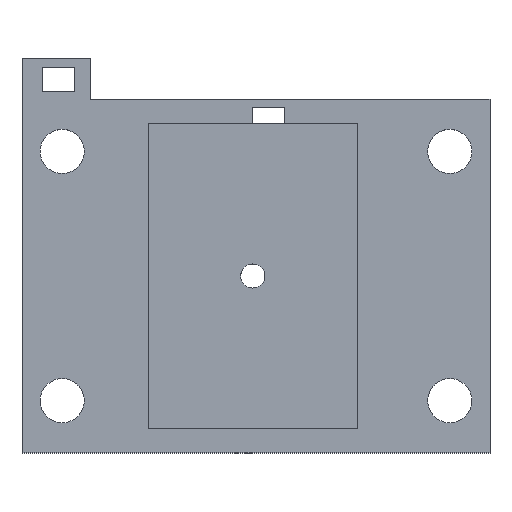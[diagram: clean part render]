
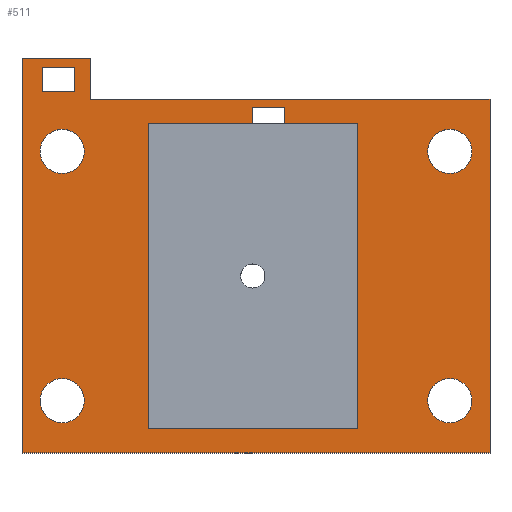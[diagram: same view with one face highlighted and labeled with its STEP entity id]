
A CAD part, top view. The second image highlights one B-rep face of the part: STEP entity #511.
In plain terms, the highlighted planar face has unit normal (0, 0, 1).
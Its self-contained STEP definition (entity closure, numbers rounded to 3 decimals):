
#21=FACE_BOUND('',#83,.T.);
#22=FACE_BOUND('',#84,.T.);
#23=FACE_BOUND('',#85,.T.);
#24=FACE_BOUND('',#86,.T.);
#25=FACE_BOUND('',#87,.T.);
#26=FACE_BOUND('',#88,.T.);
#35=CIRCLE('',#540,2.75);
#36=CIRCLE('',#541,2.75);
#37=CIRCLE('',#542,2.75);
#38=CIRCLE('',#543,2.75);
#56=FACE_OUTER_BOUND('',#82,.T.);
#82=EDGE_LOOP('',(#394,#395,#396,#397,#398,#399));
#83=EDGE_LOOP('',(#400));
#84=EDGE_LOOP('',(#401));
#85=EDGE_LOOP('',(#402,#403,#404,#405));
#86=EDGE_LOOP('',(#406,#407,#408,#409,#410,#411,#412,#413));
#87=EDGE_LOOP('',(#414));
#88=EDGE_LOOP('',(#415));
#110=LINE('',#700,#169);
#114=LINE('',#709,#173);
#118=LINE('',#716,#177);
#121=LINE('',#724,#180);
#124=LINE('',#730,#183);
#128=LINE('',#737,#187);
#131=LINE('',#745,#190);
#133=LINE('',#750,#192);
#137=LINE('',#758,#196);
#142=LINE('',#767,#201);
#145=LINE('',#772,#204);
#146=LINE('',#774,#205);
#148=LINE('',#780,#207);
#149=LINE('',#781,#208);
#150=LINE('',#787,#209);
#151=LINE('',#788,#210);
#152=LINE('',#790,#211);
#153=LINE('',#791,#212);
#169=VECTOR('',#567,10.);
#173=VECTOR('',#573,10.);
#177=VECTOR('',#579,10.);
#180=VECTOR('',#584,10.);
#183=VECTOR('',#589,10.);
#187=VECTOR('',#595,10.);
#190=VECTOR('',#600,10.);
#192=VECTOR('',#604,10.);
#196=VECTOR('',#610,10.);
#201=VECTOR('',#617,10.);
#204=VECTOR('',#620,10.);
#205=VECTOR('',#623,10.);
#207=VECTOR('',#631,10.);
#208=VECTOR('',#632,10.);
#209=VECTOR('',#637,10.);
#210=VECTOR('',#638,10.);
#211=VECTOR('',#639,10.);
#212=VECTOR('',#640,10.);
#228=VERTEX_POINT('',#697);
#229=VERTEX_POINT('',#699);
#232=VERTEX_POINT('',#706);
#233=VERTEX_POINT('',#708);
#235=VERTEX_POINT('',#714);
#238=VERTEX_POINT('',#721);
#239=VERTEX_POINT('',#723);
#241=VERTEX_POINT('',#729);
#243=VERTEX_POINT('',#735);
#246=VERTEX_POINT('',#742);
#247=VERTEX_POINT('',#744);
#248=VERTEX_POINT('',#748);
#249=VERTEX_POINT('',#749);
#252=VERTEX_POINT('',#757);
#255=VERTEX_POINT('',#765);
#257=VERTEX_POINT('',#770);
#259=VERTEX_POINT('',#782);
#260=VERTEX_POINT('',#784);
#261=VERTEX_POINT('',#786);
#262=VERTEX_POINT('',#789);
#263=VERTEX_POINT('',#792);
#264=VERTEX_POINT('',#794);
#274=EDGE_CURVE('',#228,#229,#110,.T.);
#278=EDGE_CURVE('',#232,#233,#114,.T.);
#282=EDGE_CURVE('',#228,#235,#118,.T.);
#285=EDGE_CURVE('',#239,#238,#121,.T.);
#288=EDGE_CURVE('',#241,#239,#124,.T.);
#292=EDGE_CURVE('',#235,#243,#128,.T.);
#295=EDGE_CURVE('',#247,#246,#131,.T.);
#297=EDGE_CURVE('',#248,#249,#133,.T.);
#301=EDGE_CURVE('',#252,#249,#137,.T.);
#306=EDGE_CURVE('',#252,#255,#142,.T.);
#309=EDGE_CURVE('',#246,#257,#145,.T.);
#310=EDGE_CURVE('',#248,#257,#146,.T.);
#313=EDGE_CURVE('',#243,#233,#148,.T.);
#314=EDGE_CURVE('',#232,#229,#149,.T.);
#315=EDGE_CURVE('',#259,#259,#35,.T.);
#316=EDGE_CURVE('',#260,#260,#36,.T.);
#317=EDGE_CURVE('',#261,#241,#150,.T.);
#318=EDGE_CURVE('',#238,#261,#151,.T.);
#319=EDGE_CURVE('',#255,#262,#152,.T.);
#320=EDGE_CURVE('',#262,#247,#153,.T.);
#321=EDGE_CURVE('',#263,#263,#37,.T.);
#322=EDGE_CURVE('',#264,#264,#38,.T.);
#394=ORIENTED_EDGE('',*,*,#282,.T.);
#395=ORIENTED_EDGE('',*,*,#292,.T.);
#396=ORIENTED_EDGE('',*,*,#313,.T.);
#397=ORIENTED_EDGE('',*,*,#278,.F.);
#398=ORIENTED_EDGE('',*,*,#314,.T.);
#399=ORIENTED_EDGE('',*,*,#274,.F.);
#400=ORIENTED_EDGE('',*,*,#315,.T.);
#401=ORIENTED_EDGE('',*,*,#316,.T.);
#402=ORIENTED_EDGE('',*,*,#317,.T.);
#403=ORIENTED_EDGE('',*,*,#288,.T.);
#404=ORIENTED_EDGE('',*,*,#285,.T.);
#405=ORIENTED_EDGE('',*,*,#318,.T.);
#406=ORIENTED_EDGE('',*,*,#301,.F.);
#407=ORIENTED_EDGE('',*,*,#306,.T.);
#408=ORIENTED_EDGE('',*,*,#319,.T.);
#409=ORIENTED_EDGE('',*,*,#320,.T.);
#410=ORIENTED_EDGE('',*,*,#295,.T.);
#411=ORIENTED_EDGE('',*,*,#309,.T.);
#412=ORIENTED_EDGE('',*,*,#310,.F.);
#413=ORIENTED_EDGE('',*,*,#297,.T.);
#414=ORIENTED_EDGE('',*,*,#321,.T.);
#415=ORIENTED_EDGE('',*,*,#322,.T.);
#491=PLANE('',#539);
#511=ADVANCED_FACE('',(#56,#21,#22,#23,#24,#25,#26),#491,.F.);
#539=AXIS2_PLACEMENT_3D('',#779,#629,#630);
#540=AXIS2_PLACEMENT_3D('',#783,#633,#634);
#541=AXIS2_PLACEMENT_3D('',#785,#635,#636);
#542=AXIS2_PLACEMENT_3D('',#793,#641,#642);
#543=AXIS2_PLACEMENT_3D('',#795,#643,#644);
#567=DIRECTION('',(0.,-1.,0.));
#573=DIRECTION('',(0.,1.,0.));
#579=DIRECTION('',(-1.,0.,0.));
#584=DIRECTION('',(0.,1.,0.));
#589=DIRECTION('',(-1.,0.,0.));
#595=DIRECTION('',(0.,1.,0.));
#600=DIRECTION('',(0.,-1.,0.));
#604=DIRECTION('',(-1.,0.,0.));
#610=DIRECTION('',(0.,-1.,0.));
#617=DIRECTION('',(1.,0.,0.));
#620=DIRECTION('',(1.,0.,0.));
#623=DIRECTION('',(0.,1.,0.));
#629=DIRECTION('center_axis',(0.,0.,
-1.));
#630=DIRECTION('ref_axis',(0.,-1.,0.));
#631=DIRECTION('',(-1.,0.,0.));
#632=DIRECTION('',(1.,0.,0.));
#633=DIRECTION('center_axis',(0.,0.,
-1.));
#634=DIRECTION('ref_axis',(0.,-1.,0.));
#635=DIRECTION('center_axis',(0.,0.,
-1.));
#636=DIRECTION('ref_axis',(0.,-1.,0.));
#637=DIRECTION('',(0.,-1.,0.));
#638=DIRECTION('',(1.,0.,0.));
#639=DIRECTION('',(0.,1.,0.));
#640=DIRECTION('',(1.,0.,0.));
#641=DIRECTION('center_axis',(0.,0.,
-1.));
#642=DIRECTION('ref_axis',(0.,-1.,0.));
#643=DIRECTION('center_axis',(0.,0.,
-1.));
#644=DIRECTION('ref_axis',(0.,-1.,0.));
#697=CARTESIAN_POINT('',(236.5,280.,690.5));
#699=CARTESIAN_POINT('',(236.5,236.,690.5));
#700=CARTESIAN_POINT('',(236.5,278.,690.5));
#706=CARTESIAN_POINT('',(178.3,236.,690.5));
#708=CARTESIAN_POINT('',(178.3,285.,690.5));
#709=CARTESIAN_POINT('',(178.3,238.,690.5));
#714=CARTESIAN_POINT('',(186.8,280.,690.5));
#716=CARTESIAN_POINT('',(183.,280.,690.5));
#721=CARTESIAN_POINT('',(180.8,284.,690.5));
#723=CARTESIAN_POINT('',(180.8,281.,690.5));
#724=CARTESIAN_POINT('',(180.8,269.5,690.5));
#729=CARTESIAN_POINT('',(184.8,281.,690.5));
#730=CARTESIAN_POINT('',(193.9,281.,690.5));
#735=CARTESIAN_POINT('',(186.8,285.,690.5));
#737=CARTESIAN_POINT('',(186.8,280.,690.5));
#742=CARTESIAN_POINT('',(211.,277.,690.5));
#744=CARTESIAN_POINT('',(211.,279.,690.5));
#745=CARTESIAN_POINT('',(211.,268.5,690.5));
#748=CARTESIAN_POINT('',(220.,239.,690.5));
#749=CARTESIAN_POINT('',(194.,239.,690.5));
#750=CARTESIAN_POINT('',(200.5,239.,690.5));
#757=CARTESIAN_POINT('',(194.,277.,690.5));
#758=CARTESIAN_POINT('',(194.,258.,690.5));
#765=CARTESIAN_POINT('',(207.,277.,690.5));
#767=CARTESIAN_POINT('',(213.5,277.,690.5));
#770=CARTESIAN_POINT('',(220.,277.,690.5));
#772=CARTESIAN_POINT('',(213.5,277.,690.5));
#774=CARTESIAN_POINT('',(220.,258.,690.5));
#779=CARTESIAN_POINT('Origin',(203.,258.,690.5));
#780=CARTESIAN_POINT('',(178.8,285.,690.5));
#781=CARTESIAN_POINT('',(236.,236.,690.5));
#782=CARTESIAN_POINT('',(231.5,245.25,690.5));
#783=CARTESIAN_POINT('Origin',(231.5,242.5,690.5));
#784=CARTESIAN_POINT('',(231.5,276.25,690.5));
#785=CARTESIAN_POINT('Origin',(231.5,273.5,690.5));
#786=CARTESIAN_POINT('',(184.8,284.,690.5));
#787=CARTESIAN_POINT('',(184.8,271.,690.5));
#788=CARTESIAN_POINT('',(191.9,284.,690.5));
#789=CARTESIAN_POINT('',(207.,279.,690.5));
#790=CARTESIAN_POINT('',(207.,267.5,690.5));
#791=CARTESIAN_POINT('',(207.,279.,690.5));
#792=CARTESIAN_POINT('',(183.3,245.25,690.5));
#793=CARTESIAN_POINT('Origin',(183.3,242.5,690.5));
#794=CARTESIAN_POINT('',(183.3,276.25,690.5));
#795=CARTESIAN_POINT('Origin',(183.3,273.5,690.5));
